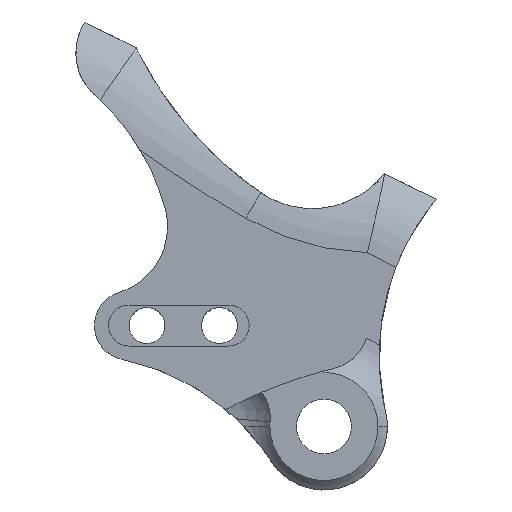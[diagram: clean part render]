
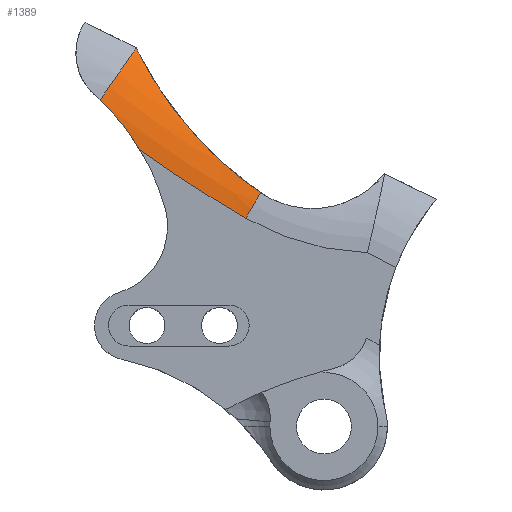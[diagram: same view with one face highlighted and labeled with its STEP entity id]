
A CAD part, top view. The second image highlights one B-rep face of the part: STEP entity #1389.
In plain terms, the highlighted toroidal (fillet/blend) face has major radius 285.75 mm and minor radius 25.4 mm.
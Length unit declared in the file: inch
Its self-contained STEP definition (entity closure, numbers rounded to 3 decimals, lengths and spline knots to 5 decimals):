
#33 = CARTESIAN_POINT ( 'NONE',  ( -1.46942, 2.99412, 0.10755 ) ) ;
#51 = ORIENTED_EDGE ( 'NONE', *, *, #1717, .F. ) ;
#52 = CARTESIAN_POINT ( 'NONE',  ( -0.55421, 2.0355, 0.24043 ) ) ;
#59 = DIRECTION ( 'NONE',  ( 0.5, 0.866, 0. ) ) ;
#63 = CARTESIAN_POINT ( 'NONE',  ( -0.67808, 1.81035, 0.274 ) ) ;
#78 = CARTESIAN_POINT ( 'NONE',  ( -0.54982, 2.0325, 0.24054 ) ) ;
#100 = CARTESIAN_POINT ( 'NONE',  ( -1.65345, 3.25858, 0.03591 ) ) ;
#134 = TOROIDAL_SURFACE ( 'NONE', #1170, 11.25, 1. ) ;
#146 = DIRECTION ( 'NONE',  ( -1., 0., 0. ) ) ;
#210 = CARTESIAN_POINT ( 'NONE',  ( -0.78219, 2.20408, 0.23255 ) ) ;
#221 = CARTESIAN_POINT ( 'NONE',  ( -0.55275, 2.0345, 0.24047 ) ) ;
#280 = CARTESIAN_POINT ( 'NONE',  ( -1.88701, 2.92005, 0.24628 ) ) ;
#284 = CARTESIAN_POINT ( 'NONE',  ( 4.94692, 11.55314, -0.726 ) ) ;
#296 = AXIS2_PLACEMENT_3D ( 'NONE', #2143, #1664, #146 ) ;
#332 = VERTEX_POINT ( 'NONE', #63 ) ;
#383 = CIRCLE ( 'NONE', #296, 11.25 ) ;
#413 = CARTESIAN_POINT ( 'NONE',  ( -0.54982, 2.0325, 0.24054 ) ) ;
#416 = EDGE_CURVE ( 'NONE', #1460, #1754, #2105, .T. ) ;
#428 = CARTESIAN_POINT ( 'NONE',  ( -1.81327, 2.70325, 0.26776 ) ) ;
#429 = ORIENTED_EDGE ( 'NONE', *, *, #416, .F. ) ;
#459 = CARTESIAN_POINT ( 'NONE',  ( -1.8036, 3.04101, 0.19685 ) ) ;
#480 = VERTEX_POINT ( 'NONE', #2093 ) ;
#486 = CARTESIAN_POINT ( 'NONE',  ( -1.78994, 3.06081, 0.18644 ) ) ;
#515 = EDGE_CURVE ( 'NONE', #1666, #480, #2147, .T. ) ;
#539 = CARTESIAN_POINT ( 'NONE',  ( -1.08872, 2.49296, 0.20612 ) ) ;
#550 = CARTESIAN_POINT ( 'NONE',  ( -1.29105, 2.73687, 0.16705 ) ) ;
#598 = EDGE_CURVE ( 'NONE', #332, #1666, #383, .T. ) ;
#599 = CARTESIAN_POINT ( 'NONE',  ( -1.94474, 2.83627, 0.26445 ) ) ;
#621 = CARTESIAN_POINT ( 'NONE',  ( -1.7246, 3.15551, 0.12676 ) ) ;
#737 = B_SPLINE_CURVE_WITH_KNOTS ( 'NONE', 3,
 ( #929, #100, #758, #621, #1462, #486, #459, #1272, #2078, #280, #1248, #599 ),
 .UNSPECIFIED., .F., .F.,
 ( 4, 2, 2, 2, 2, 4 ),
 ( 0., 0.00393, 0.00785, 0.00982, 0.01178, 0.01571 ),
 .UNSPECIFIED. ) ;
#758 = CARTESIAN_POINT ( 'NONE',  ( -1.67634, 3.22543, 0.06838 ) ) ;
#810 = DIRECTION ( 'NONE',  ( -1., 0., 0. ) ) ;
#845 = ORIENTED_EDGE ( 'NONE', *, *, #1873, .F. ) ;
#862 = CARTESIAN_POINT ( 'NONE',  ( -1.35415, 2.82129, 0.15036 ) ) ;
#873 = CARTESIAN_POINT ( 'NONE',  ( -0.6715, 2.1164, 0.23742 ) ) ;
#881 = CARTESIAN_POINT ( 'NONE',  ( -1.60285, 3.23019, 0.02709 ) ) ;
#910 = CARTESIAN_POINT ( 'NONE',  ( -1.5952, 2.40091, 0.274 ) ) ;
#929 = CARTESIAN_POINT ( 'NONE',  ( -1.63185, 3.28984, 0. ) ) ;
#955 = AXIS2_PLACEMENT_3D ( 'NONE', #1864, #1567, #59 ) ;
#1023 = CARTESIAN_POINT ( 'NONE',  ( -1.39402, 2.87844, 0.13755 ) ) ;
#1065 = CARTESIAN_POINT ( 'NONE',  ( -1.63185, 3.28984, 0. ) ) ;
#1088 = CARTESIAN_POINT ( 'NONE',  ( -1.87646, 2.77181, 0.26559 ) ) ;
#1106 = EDGE_LOOP ( 'NONE', ( #429, #1962, #1890, #1463, #51, #845 ) ) ;
#1170 = AXIS2_PLACEMENT_3D ( 'NONE', #284, #2119, #810 ) ;
#1227 = CARTESIAN_POINT ( 'NONE',  ( -1.5952, 2.40091, 0.274 ) ) ;
#1242 = CARTESIAN_POINT ( 'NONE',  ( -1.64344, 2.4816, 0.274 ) ) ;
#1248 = CARTESIAN_POINT ( 'NONE',  ( -1.91559, 2.87857, 0.25731 ) ) ;
#1263 = FACE_OUTER_BOUND ( 'NONE', #1106, .T. ) ;
#1272 = CARTESIAN_POINT ( 'NONE',  ( -1.83107, 3.00117, 0.21559 ) ) ;
#1356 = CARTESIAN_POINT ( 'NONE',  ( -1.26942, 2.7089, 0.17221 ) ) ;
#1375 = CARTESIAN_POINT ( 'NONE',  ( -1.57166, 3.17069, 0.05012 ) ) ;
#1378 = CARTESIAN_POINT ( 'NONE',  ( -0.55129, 2.03349, 0.24051 ) ) ;
#1389 = ADVANCED_FACE ( 'NONE', ( #1263 ), #134, .T. ) ;
#1460 = VERTEX_POINT ( 'NONE', #1645 ) ;
#1462 = CARTESIAN_POINT ( 'NONE',  ( -1.74997, 3.11875, 0.15266 ) ) ;
#1463 = ORIENTED_EDGE ( 'NONE', *, *, #598, .F. ) ;
#1525 = CARTESIAN_POINT ( 'NONE',  ( -1.20294, 2.62668, 0.18605 ) ) ;
#1557 = CARTESIAN_POINT ( 'NONE',  ( -0.55421, 2.0355, 0.24043 ) ) ;
#1567 = DIRECTION ( 'NONE',  ( 0.866, -0.5, 0. ) ) ;
#1572 = CIRCLE ( 'NONE', #955, 1. ) ;
#1616 = CARTESIAN_POINT ( 'NONE',  ( -0.55421, 2.0355, 0.24043 ) ) ;
#1645 = CARTESIAN_POINT ( 'NONE',  ( -1.63185, 3.28984, 0. ) ) ;
#1664 = DIRECTION ( 'NONE',  ( 0., 0., -1. ) ) ;
#1666 = VERTEX_POINT ( 'NONE', #1227 ) ;
#1671 = VERTEX_POINT ( 'NONE', #78 ) ;
#1695 = CARTESIAN_POINT ( 'NONE',  ( -1.22538, 2.65382, 0.1817 ) ) ;
#1717 = EDGE_CURVE ( 'NONE', #1671, #332, #1572, .T. ) ;
#1727 = CARTESIAN_POINT ( 'NONE',  ( -1.50495, 3.05266, 0.09036 ) ) ;
#1754 = VERTEX_POINT ( 'NONE', #1616 ) ;
#1816 = EDGE_CURVE ( 'NONE', #1460, #480, #737, .T. ) ;
#1860 = CARTESIAN_POINT ( 'NONE',  ( -0.9908, 2.39236, 0.21688 ) ) ;
#1864 = CARTESIAN_POINT ( 'NONE',  ( -0.67808, 1.81035, -0.726 ) ) ;
#1873 = EDGE_CURVE ( 'NONE', #1754, #1671, #1983, .T. ) ;
#1890 = ORIENTED_EDGE ( 'NONE', *, *, #515, .F. ) ;
#1908 = CARTESIAN_POINT ( 'NONE',  ( -1.69676, 2.55815, 0.27196 ) ) ;
#1962 = ORIENTED_EDGE ( 'NONE', *, *, #1816, .T. ) ;
#1983 = B_SPLINE_CURVE_WITH_KNOTS ( 'NONE', 3,
 ( #1557, #221, #1378, #413 ),
 .UNSPECIFIED., .F., .F.,
 ( 4, 4 ),
 ( 0., 0.00013 ),
 .UNSPECIFIED. ) ;
#2078 = CARTESIAN_POINT ( 'NONE',  ( -1.84495, 2.98104, 0.22399 ) ) ;
#2083 = CARTESIAN_POINT ( 'NONE',  ( -1.94474, 2.83627, 0.26445 ) ) ;
#2093 = CARTESIAN_POINT ( 'NONE',  ( -1.94474, 2.83627, 0.26445 ) ) ;
#2105 = B_SPLINE_CURVE_WITH_KNOTS ( 'NONE', 3,
 ( #1065, #881, #1375, #1727, #33, #1023, #862, #550, #1356, #1695, #1525, #539, #1860, #210, #873, #52 ),
 .UNSPECIFIED., .F., .F.,
 ( 4, 2, 2, 2, 2, 2, 2, 4 ),
 ( 0., 0.00538, 0.01076, 0.01614, 0.01883, 0.02152, 0.03228, 0.04304 ),
 .UNSPECIFIED. ) ;
#2119 = DIRECTION ( 'NONE',  ( 0., 0., -1. ) ) ;
#2143 = CARTESIAN_POINT ( 'NONE',  ( 4.94692, 11.55314, 0.274 ) ) ;
#2147 = B_SPLINE_CURVE_WITH_KNOTS ( 'NONE', 3,
 ( #910, #1242, #1908, #428, #1088, #2083 ),
 .UNSPECIFIED., .F., .F.,
 ( 4, 2, 4 ),
 ( 0.01398, 0.02109, 0.0282 ),
 .UNSPECIFIED. ) ;
